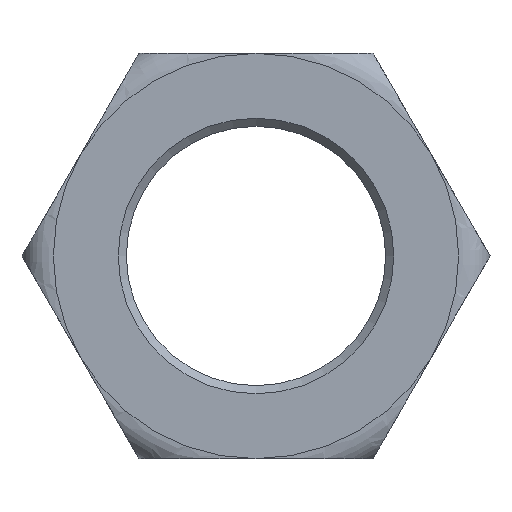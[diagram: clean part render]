
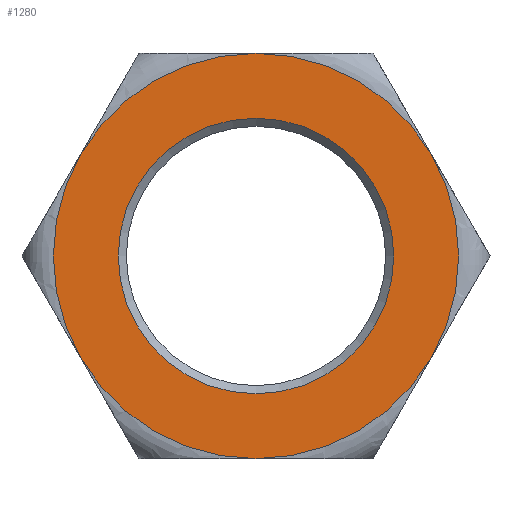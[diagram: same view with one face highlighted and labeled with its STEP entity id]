
A CAD part, front view. The second image highlights one B-rep face of the part: STEP entity #1280.
In plain terms, the highlighted planar face has unit normal (0, -1, 0).
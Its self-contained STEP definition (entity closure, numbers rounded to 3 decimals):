
#11 = ORIENTED_EDGE ( 'NONE', *, *, #152, .F. ) ;
#53 = LINE ( 'NONE', #372, #569 ) ;
#64 = CARTESIAN_POINT ( 'NONE',  ( 0., -27., -50. ) ) ;
#66 = VECTOR ( 'NONE', #421, 1000. ) ;
#67 = CARTESIAN_POINT ( 'NONE',  ( 0., -27., 0. ) ) ;
#72 = EDGE_CURVE ( 'NONE', #718, #1327, #53, .T. ) ;
#85 = CARTESIAN_POINT ( 'NONE',  ( 0., -27., 0. ) ) ;
#88 = EDGE_CURVE ( 'NONE', #1327, #705, #1331, .T. ) ;
#90 = VERTEX_POINT ( 'NONE', #1395 ) ;
#96 = ORIENTED_EDGE ( 'NONE', *, *, #684, .F. ) ;
#100 = DIRECTION ( 'NONE',  ( 0., 1., 0. ) ) ;
#136 = AXIS2_PLACEMENT_3D ( 'NONE', #744, #1173, #414 ) ;
#137 = AXIS2_PLACEMENT_3D ( 'NONE', #1286, #324, #751 ) ;
#151 = CARTESIAN_POINT ( 'NONE',  ( 0., -27., 50. ) ) ;
#152 = EDGE_CURVE ( 'NONE', #213, #1045, #733, .T. ) ;
#158 = DIRECTION ( 'NONE',  ( 1., 0., 0. ) ) ;
#163 = ORIENTED_EDGE ( 'NONE', *, *, #1297, .F. ) ;
#166 = DIRECTION ( 'NONE',  ( 1., 0., 0. ) ) ;
#170 = CARTESIAN_POINT ( 'NONE',  ( -43.301, -27., 25. ) ) ;
#189 = DIRECTION ( 'NONE',  ( -0.5, 0., 0.866 ) ) ;
#212 = CARTESIAN_POINT ( 'NONE',  ( -43.301, -27., -25. ) ) ;
#213 = VERTEX_POINT ( 'NONE', #1061 ) ;
#216 = FACE_BOUND ( 'NONE', #1305, .T. ) ;
#229 = CARTESIAN_POINT ( 'NONE',  ( -43.301, -27., -25. ) ) ;
#301 = CARTESIAN_POINT ( 'NONE',  ( -28.868, -27., -50. ) ) ;
#302 = CARTESIAN_POINT ( 'NONE',  ( 28.868, -27., 50. ) ) ;
#324 = DIRECTION ( 'NONE',  ( 0., 1., 0. ) ) ;
#343 = AXIS2_PLACEMENT_3D ( 'NONE', #1273, #652, #756 ) ;
#344 = VERTEX_POINT ( 'NONE', #64 ) ;
#372 = CARTESIAN_POINT ( 'NONE',  ( -57.735, -27., 0. ) ) ;
#394 = ORIENTED_EDGE ( 'NONE', *, *, #1124, .F. ) ;
#397 = CARTESIAN_POINT ( 'NONE',  ( 0., -27., 0. ) ) ;
#405 = EDGE_CURVE ( 'NONE', #1308, #1308, #541, .T. ) ;
#407 = CIRCLE ( 'NONE', #591, 50. ) ;
#409 = CARTESIAN_POINT ( 'NONE',  ( 0., -27., 50. ) ) ;
#414 = DIRECTION ( 'NONE',  ( 0., 0., 1. ) ) ;
#420 = CARTESIAN_POINT ( 'NONE',  ( -43.301, -27., 25. ) ) ;
#421 = DIRECTION ( 'NONE',  ( 0.5, 0., -0.866 ) ) ;
#444 = CARTESIAN_POINT ( 'NONE',  ( 0., -27., -50. ) ) ;
#479 = ORIENTED_EDGE ( 'NONE', *, *, #405, .T. ) ;
#480 = VECTOR ( 'NONE', #189, 1000. ) ;
#541 = CIRCLE ( 'NONE', #136, 34. ) ;
#552 = EDGE_CURVE ( 'NONE', #860, #344, #556, .T. ) ;
#556 = LINE ( 'NONE', #1094, #1013 ) ;
#565 = VECTOR ( 'NONE', #158, 1000. ) ;
#569 = VECTOR ( 'NONE', #696, 1000. ) ;
#591 = AXIS2_PLACEMENT_3D ( 'NONE', #597, #1116, #1339 ) ;
#597 = CARTESIAN_POINT ( 'NONE',  ( 0., -27., 0. ) ) ;
#618 = VERTEX_POINT ( 'NONE', #229 ) ;
#634 = EDGE_LOOP ( 'NONE', ( #394, #776, #1131, #1184, #11, #96, #1121, #685, #1283, #797, #163 ) ) ;
#641 = EDGE_CURVE ( 'NONE', #1045, #90, #1193, .T. ) ;
#652 = DIRECTION ( 'NONE',  ( 0., 1., 0. ) ) ;
#658 = EDGE_CURVE ( 'NONE', #705, #1319, #923, .T. ) ;
#684 = EDGE_CURVE ( 'NONE', #1319, #213, #407, .T. ) ;
#685 = ORIENTED_EDGE ( 'NONE', *, *, #88, .F. ) ;
#696 = DIRECTION ( 'NONE',  ( 0.5, 0., 0.866 ) ) ;
#699 = CARTESIAN_POINT ( 'NONE',  ( -28.868, -27., 50. ) ) ;
#703 = AXIS2_PLACEMENT_3D ( 'NONE', #397, #709, #166 ) ;
#705 = VERTEX_POINT ( 'NONE', #151 ) ;
#709 = DIRECTION ( 'NONE',  ( 0., 1., 0. ) ) ;
#718 = VERTEX_POINT ( 'NONE', #170 ) ;
#727 = FACE_OUTER_BOUND ( 'NONE', #634, .T. ) ;
#733 = LINE ( 'NONE', #302, #66 ) ;
#744 = CARTESIAN_POINT ( 'NONE',  ( 0., -27., 0. ) ) ;
#751 = DIRECTION ( 'NONE',  ( 1., 0., 0. ) ) ;
#756 = DIRECTION ( 'NONE',  ( 1., 0., 0. ) ) ;
#776 = ORIENTED_EDGE ( 'NONE', *, *, #552, .F. ) ;
#797 = ORIENTED_EDGE ( 'NONE', *, *, #1370, .F. ) ;
#810 = DIRECTION ( 'NONE',  ( 1., 0., 0. ) ) ;
#834 = CIRCLE ( 'NONE', #343, 50. ) ;
#860 = VERTEX_POINT ( 'NONE', #444 ) ;
#904 = CARTESIAN_POINT ( 'NONE',  ( 43.301, -27., 25. ) ) ;
#923 = LINE ( 'NONE', #699, #565 ) ;
#967 = AXIS2_PLACEMENT_3D ( 'NONE', #85, #100, #1375 ) ;
#981 = VERTEX_POINT ( 'NONE', #212 ) ;
#989 = AXIS2_PLACEMENT_3D ( 'NONE', #1230, #1236, #1215 ) ;
#1013 = VECTOR ( 'NONE', #1307, 1000. ) ;
#1045 = VERTEX_POINT ( 'NONE', #904 ) ;
#1061 = CARTESIAN_POINT ( 'NONE',  ( 43.301, -27., 25. ) ) ;
#1074 = PLANE ( 'NONE',  #967 ) ;
#1079 = AXIS2_PLACEMENT_3D ( 'NONE', #67, #1136, #810 ) ;
#1094 = CARTESIAN_POINT ( 'NONE',  ( 28.868, -27., -50. ) ) ;
#1116 = DIRECTION ( 'NONE',  ( 0., 1., 0. ) ) ;
#1121 = ORIENTED_EDGE ( 'NONE', *, *, #658, .F. ) ;
#1124 = EDGE_CURVE ( 'NONE', #344, #981, #1304, .T. ) ;
#1131 = ORIENTED_EDGE ( 'NONE', *, *, #1345, .F. ) ;
#1136 = DIRECTION ( 'NONE',  ( 0., 1., 0. ) ) ;
#1166 = LINE ( 'NONE', #301, #480 ) ;
#1173 = DIRECTION ( 'NONE',  ( 0., 1., 0. ) ) ;
#1184 = ORIENTED_EDGE ( 'NONE', *, *, #641, .F. ) ;
#1193 = CIRCLE ( 'NONE', #989, 50. ) ;
#1202 = CARTESIAN_POINT ( 'NONE',  ( 0., -27., 34. ) ) ;
#1215 = DIRECTION ( 'NONE',  ( 1., 0., 0. ) ) ;
#1230 = CARTESIAN_POINT ( 'NONE',  ( 0., -27., 0. ) ) ;
#1236 = DIRECTION ( 'NONE',  ( 0., 1., 0. ) ) ;
#1273 = CARTESIAN_POINT ( 'NONE',  ( 0., -27., 0. ) ) ;
#1280 = ADVANCED_FACE ( 'NONE', ( #216, #727 ), #1074, .F. ) ;
#1283 = ORIENTED_EDGE ( 'NONE', *, *, #72, .F. ) ;
#1286 = CARTESIAN_POINT ( 'NONE',  ( 0., -27., 0. ) ) ;
#1297 = EDGE_CURVE ( 'NONE', #981, #618, #1166, .T. ) ;
#1304 = CIRCLE ( 'NONE', #703, 50. ) ;
#1305 = EDGE_LOOP ( 'NONE', ( #479 ) ) ;
#1306 = CIRCLE ( 'NONE', #137, 50. ) ;
#1307 = DIRECTION ( 'NONE',  ( -1., 0., 0. ) ) ;
#1308 = VERTEX_POINT ( 'NONE', #1202 ) ;
#1319 = VERTEX_POINT ( 'NONE', #409 ) ;
#1327 = VERTEX_POINT ( 'NONE', #420 ) ;
#1331 = CIRCLE ( 'NONE', #1079, 50. ) ;
#1339 = DIRECTION ( 'NONE',  ( 1., 0., 0. ) ) ;
#1345 = EDGE_CURVE ( 'NONE', #90, #860, #1306, .T. ) ;
#1370 = EDGE_CURVE ( 'NONE', #618, #718, #834, .T. ) ;
#1375 = DIRECTION ( 'NONE',  ( 0., 0., 1. ) ) ;
#1395 = CARTESIAN_POINT ( 'NONE',  ( 43.301, -27., -25. ) ) ;
